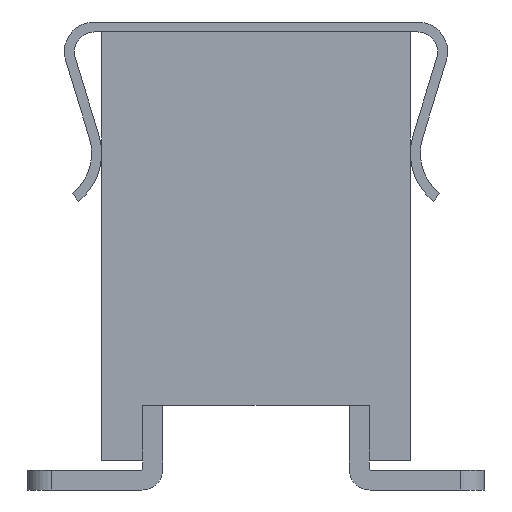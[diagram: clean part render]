
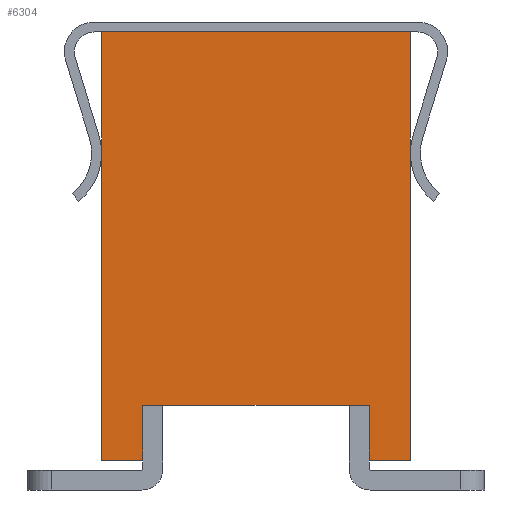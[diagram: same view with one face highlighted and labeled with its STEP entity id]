
A CAD part, left-side view. The second image highlights one B-rep face of the part: STEP entity #6304.
In plain terms, the highlighted planar face has unit normal (-1, 0, 0).
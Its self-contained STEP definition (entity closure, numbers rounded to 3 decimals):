
#713=ORIENTED_EDGE('',*,*,#2258,.T.);
#714=ORIENTED_EDGE('',*,*,#2533,.T.);
#715=ORIENTED_EDGE('',*,*,#2534,.F.);
#716=ORIENTED_EDGE('',*,*,#2535,.T.);
#717=ORIENTED_EDGE('',*,*,#2134,.T.);
#718=ORIENTED_EDGE('',*,*,#2536,.F.);
#719=ORIENTED_EDGE('',*,*,#2537,.F.);
#720=ORIENTED_EDGE('',*,*,#2538,.T.);
#2134=EDGE_CURVE('',#3045,#3043,#3646,.T.);
#2258=EDGE_CURVE('',#3169,#3168,#3770,.T.);
#2533=EDGE_CURVE('',#3168,#3443,#4045,.T.);
#2534=EDGE_CURVE('',#3444,#3443,#4046,.T.);
#2535=EDGE_CURVE('',#3444,#3045,#4047,.T.);
#2536=EDGE_CURVE('',#3445,#3043,#4048,.T.);
#2537=EDGE_CURVE('',#3446,#3445,#4049,.T.);
#2538=EDGE_CURVE('',#3446,#3169,#4050,.T.);
#3043=VERTEX_POINT('',#8808);
#3045=VERTEX_POINT('',#8811);
#3168=VERTEX_POINT('',#9059);
#3169=VERTEX_POINT('',#9061);
#3443=VERTEX_POINT('',#9638);
#3444=VERTEX_POINT('',#9640);
#3445=VERTEX_POINT('',#9643);
#3446=VERTEX_POINT('',#9645);
#3646=LINE('',#8810,#4480);
#3770=LINE('',#9060,#4604);
#4045=LINE('',#9637,#4879);
#4046=LINE('',#9639,#4880);
#4047=LINE('',#9641,#4881);
#4048=LINE('',#9642,#4882);
#4049=LINE('',#9644,#4883);
#4050=LINE('',#9646,#4884);
#4480=VECTOR('',#7098,1000.);
#4604=VECTOR('',#7226,1000.);
#4879=VECTOR('',#7557,1000.);
#4880=VECTOR('',#7558,1000.);
#4881=VECTOR('',#7559,1000.);
#4882=VECTOR('',#7560,1000.);
#4883=VECTOR('',#7561,1000.);
#4884=VECTOR('',#7562,1000.);
#5343=EDGE_LOOP('',(#713,#714,#715,#716,#717,#718,#719,#720));
#5713=FACE_BOUND('',#5343,.T.);
#6027=PLANE('',#6657);
#6304=ADVANCED_FACE('',(#5713),#6027,.T.);
#6657=AXIS2_PLACEMENT_3D('',#9636,#7555,#7556);
#7098=DIRECTION('',(0.,1.,0.));
#7226=DIRECTION('',(0.,-1.,0.));
#7555=DIRECTION('',(-1.,0.,0.));
#7556=DIRECTION('',(0.,0.,1.));
#7557=DIRECTION('',(0.,0.,-1.));
#7558=DIRECTION('',(0.,1.,0.));
#7559=DIRECTION('',(0.,0.,1.));
#7560=DIRECTION('',(0.,0.,1.));
#7561=DIRECTION('',(0.,1.,0.));
#7562=DIRECTION('',(0.,0.,1.));
#8808=CARTESIAN_POINT('',(-9.09,1.55,2.15));
#8810=CARTESIAN_POINT('',(-9.09,-1.55,2.15));
#8811=CARTESIAN_POINT('',(-9.09,-1.55,2.15));
#9059=CARTESIAN_POINT('',(-9.09,-1.135,-1.6));
#9060=CARTESIAN_POINT('',(-9.09,-1.55,-1.6));
#9061=CARTESIAN_POINT('',(-9.09,1.135,-1.6));
#9636=CARTESIAN_POINT('',(-9.09,-1.55,-2.15));
#9637=CARTESIAN_POINT('',(-9.09,-1.135,-2.15));
#9638=CARTESIAN_POINT('',(-9.09,-1.135,-2.15));
#9639=CARTESIAN_POINT('',(-9.09,-1.55,-2.15));
#9640=CARTESIAN_POINT('',(-9.09,-1.55,-2.15));
#9641=CARTESIAN_POINT('',(-9.09,-1.55,-2.15));
#9642=CARTESIAN_POINT('',(-9.09,1.55,-2.15));
#9643=CARTESIAN_POINT('',(-9.09,1.55,-2.15));
#9644=CARTESIAN_POINT('',(-9.09,-1.55,-2.15));
#9645=CARTESIAN_POINT('',(-9.09,1.135,-2.15));
#9646=CARTESIAN_POINT('',(-9.09,1.135,-2.15));
